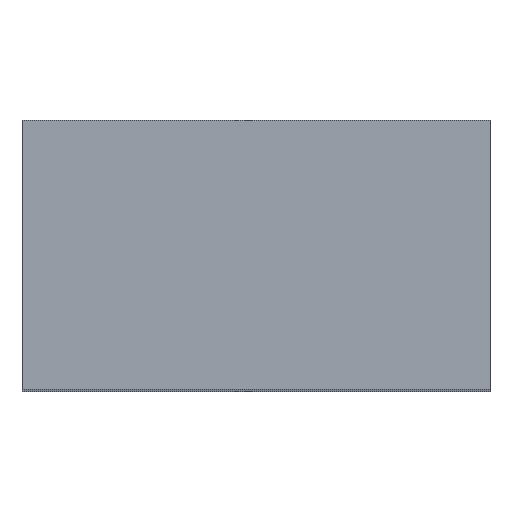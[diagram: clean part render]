
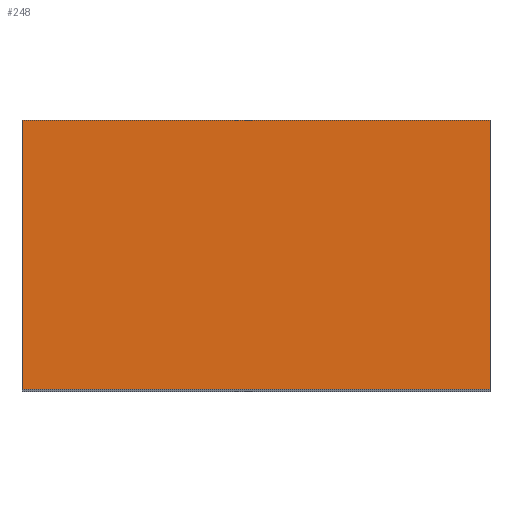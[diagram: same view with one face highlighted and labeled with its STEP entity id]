
A CAD part, top view. The second image highlights one B-rep face of the part: STEP entity #248.
In plain terms, the highlighted planar face has unit normal (0, 0, 1).
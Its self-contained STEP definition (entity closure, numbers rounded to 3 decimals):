
#24=FACE_OUTER_BOUND('',#39,.T.);
#39=EDGE_LOOP('',(#196,#197,#198,#199));
#49=LINE('',#359,#80);
#55=LINE('',#371,#86);
#60=LINE('',#381,#91);
#67=LINE('',#393,#98);
#80=VECTOR('',#293,10.);
#86=VECTOR('',#303,10.);
#91=VECTOR('',#312,10.);
#98=VECTOR('',#323,10.);
#110=VERTEX_POINT('',#356);
#111=VERTEX_POINT('',#358);
#115=VERTEX_POINT('',#370);
#118=VERTEX_POINT('',#380);
#129=EDGE_CURVE('',#110,#111,#49,.T.);
#135=EDGE_CURVE('',#115,#111,#55,.T.);
#140=EDGE_CURVE('',#115,#118,#60,.T.);
#147=EDGE_CURVE('',#118,#110,#67,.T.);
#196=ORIENTED_EDGE('',*,*,#140,.F.);
#197=ORIENTED_EDGE('',*,*,#135,.T.);
#198=ORIENTED_EDGE('',*,*,#129,.F.);
#199=ORIENTED_EDGE('',*,*,#147,.F.);
#227=PLANE('',#277);
#248=ADVANCED_FACE('',(#24),#227,.T.);
#277=AXIS2_PLACEMENT_3D('',#403,#333,#334);
#293=DIRECTION('',(1.,0.,0.));
#303=DIRECTION('',(0.,1.,0.));
#312=DIRECTION('',(-1.,0.,0.));
#323=DIRECTION('',(0.,1.,0.));
#333=DIRECTION('center_axis',(0.,0.,1.));
#334=DIRECTION('ref_axis',(1.,0.,0.));
#356=CARTESIAN_POINT('',(-1.,1.15,2.6));
#358=CARTESIAN_POINT('',(1.,1.15,2.6));
#359=CARTESIAN_POINT('',(1.,1.15,2.6));
#370=CARTESIAN_POINT('',(1.,0.,2.6));
#371=CARTESIAN_POINT('',(1.,0.,2.6));
#380=CARTESIAN_POINT('',(-1.,0.,2.6));
#381=CARTESIAN_POINT('',(1.,0.,2.6));
#393=CARTESIAN_POINT('',(-1.,0.,2.6));
#403=CARTESIAN_POINT('Origin',(-1.,0.,2.6));
